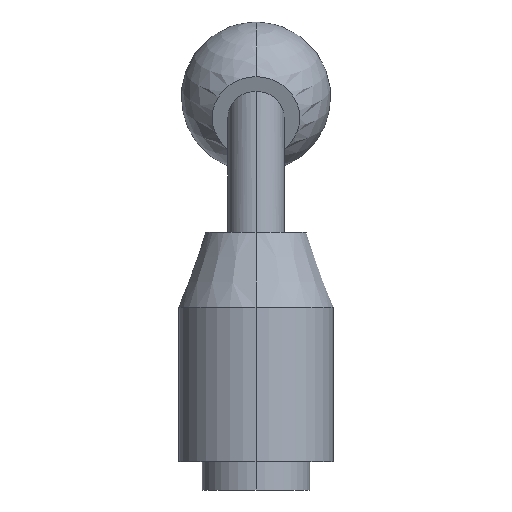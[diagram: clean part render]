
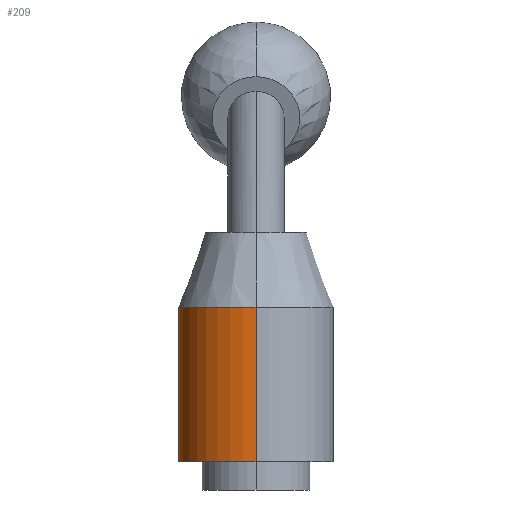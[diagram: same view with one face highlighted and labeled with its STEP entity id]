
A CAD part, left-side view. The second image highlights one B-rep face of the part: STEP entity #209.
In plain terms, the highlighted cylindrical face has radius 16.5 mm (diameter 33 mm), a partial arc.
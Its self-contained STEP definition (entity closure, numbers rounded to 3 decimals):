
#141=VERTEX_POINT('',#376);
#209=ADVANCED_FACE('',(#453),#454,.T.);
#213=EDGE_CURVE('',#271,#141,#460,.T.);
#217=VERTEX_POINT('',#464);
#227=EDGE_CURVE('',#271,#217,#475,.T.);
#231=EDGE_CURVE('',#259,#217,#479,.T.);
#259=VERTEX_POINT('',#510);
#261=EDGE_CURVE('',#141,#259,#512,.T.);
#271=VERTEX_POINT('',#523);
#376=CARTESIAN_POINT('',(16.5,0.0,39.025));
#453=FACE_OUTER_BOUND('',#745,.T.);
#454=CYLINDRICAL_SURFACE('',#746,16.5);
#460=LINE('',#753,#754);
#464=CARTESIAN_POINT('',(-16.5,0.,6.0));
#475=CIRCLE('',#808,16.5);
#479=LINE('',#815,#816);
#510=CARTESIAN_POINT('',(-16.5,0.,39.025));
#512=CIRCLE('',#875,16.5);
#523=CARTESIAN_POINT('',(16.5,0.0,6.0));
#745=EDGE_LOOP('',(#1122,#1123,#1124,#1125));
#746=AXIS2_PLACEMENT_3D('',#1126,#1127,#1128);
#753=CARTESIAN_POINT('',(16.5,0.,22.513));
#754=VECTOR('',#1137,1.0);
#808=AXIS2_PLACEMENT_3D('',#1153,#1154,#1155);
#815=CARTESIAN_POINT('',(-16.5,0.,22.513));
#816=VECTOR('',#1157,1.0);
#875=AXIS2_PLACEMENT_3D('',#1186,#1187,#1188);
#1122=ORIENTED_EDGE('',*,*,#213,.F.);
#1123=ORIENTED_EDGE('',*,*,#227,.T.);
#1124=ORIENTED_EDGE('',*,*,#231,.F.);
#1125=ORIENTED_EDGE('',*,*,#261,.F.);
#1126=CARTESIAN_POINT('',(0.0,0.0,22.513));
#1127=DIRECTION('',(-0.0,-0.0,-1.0));
#1128=DIRECTION('',(1.0,0.0,0.0));
#1137=DIRECTION('',(0.0,0.0,1.0));
#1153=CARTESIAN_POINT('',(0.0,0.0,6.0));
#1154=DIRECTION('',(0.0,0.0,1.0));
#1155=DIRECTION('',(1.0,0.0,0.0));
#1157=DIRECTION('',(-0.0,-0.0,-1.0));
#1186=CARTESIAN_POINT('',(0.0,0.0,39.025));
#1187=DIRECTION('',(0.0,0.0,1.0));
#1188=DIRECTION('',(1.0,0.0,0.0));
